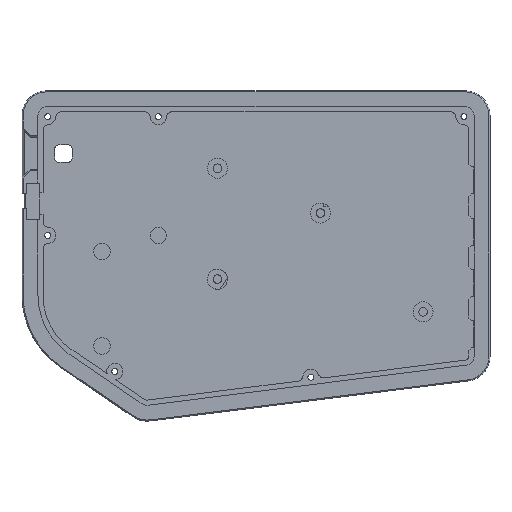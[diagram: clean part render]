
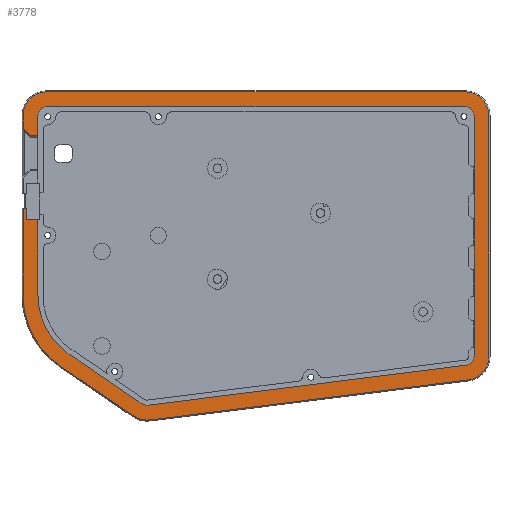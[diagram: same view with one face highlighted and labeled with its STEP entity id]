
A CAD part, top view. The second image highlights one B-rep face of the part: STEP entity #3778.
In plain terms, the highlighted planar face has unit normal (0, 0, 1).
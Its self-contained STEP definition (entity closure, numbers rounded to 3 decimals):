
#2846 = VERTEX_POINT('',#2847);
#2847 = CARTESIAN_POINT('',(-50.05,77.2,-3.));
#2853 = EDGE_CURVE('',#2854,#2846,#2856,.T.);
#2854 = VERTEX_POINT('',#2855);
#2855 = CARTESIAN_POINT('',(-50.05,69.66,-3.));
#2856 = LINE('',#2857,#2858);
#2857 = CARTESIAN_POINT('',(-50.05,10.664,-3.));
#2858 = VECTOR('',#2859,1.);
#2859 = DIRECTION('',(0.,1.,0.));
#2908 = VERTEX_POINT('',#2909);
#2909 = CARTESIAN_POINT('',(-46.75,80.5,-3.));
#2917 = EDGE_CURVE('',#2908,#2846,#2918,.T.);
#2918 = CIRCLE('',#2919,3.3);
#2919 = AXIS2_PLACEMENT_3D('',#2920,#2921,#2922);
#2920 = CARTESIAN_POINT('',(-46.75,77.2,-3.));
#2921 = DIRECTION('',(0.,0.,1.));
#2922 = DIRECTION('',(1.,0.,0.));
#2935 = VERTEX_POINT('',#2936);
#2936 = CARTESIAN_POINT('',(108.25,80.5,-3.));
#2942 = EDGE_CURVE('',#2908,#2935,#2943,.T.);
#2943 = LINE('',#2944,#2945);
#2944 = CARTESIAN_POINT('',(-46.75,80.5,-3.));
#2945 = VECTOR('',#2946,1.);
#2946 = DIRECTION('',(1.,0.,0.));
#2957 = VERTEX_POINT('',#2958);
#2958 = CARTESIAN_POINT('',(111.55,77.2,-3.));
#2966 = EDGE_CURVE('',#2957,#2935,#2967,.T.);
#2967 = CIRCLE('',#2968,3.3);
#2968 = AXIS2_PLACEMENT_3D('',#2969,#2970,#2971);
#2969 = CARTESIAN_POINT('',(108.25,77.2,-3.));
#2970 = DIRECTION('',(0.,0.,1.));
#2971 = DIRECTION('',(1.,0.,0.));
#2984 = VERTEX_POINT('',#2985);
#2985 = CARTESIAN_POINT('',(111.55,-11.954,-3.));
#2991 = EDGE_CURVE('',#2957,#2984,#2992,.T.);
#2992 = LINE('',#2993,#2994);
#2993 = CARTESIAN_POINT('',(111.55,77.2,-3.));
#2994 = VECTOR('',#2995,1.);
#2995 = DIRECTION('',(0.,-1.,0.));
#3006 = VERTEX_POINT('',#3007);
#3007 = CARTESIAN_POINT('',(108.662,-15.228,-3.));
#3015 = EDGE_CURVE('',#3006,#2984,#3016,.T.);
#3016 = CIRCLE('',#3017,3.3);
#3017 = AXIS2_PLACEMENT_3D('',#3018,#3019,#3020);
#3018 = CARTESIAN_POINT('',(108.25,-11.954,-3.));
#3019 = DIRECTION('',(0.,0.,1.));
#3020 = DIRECTION('',(1.,0.,0.));
#3031 = VERTEX_POINT('',#3032);
#3032 = CARTESIAN_POINT('',(-9.213,-30.078,-3.));
#3040 = EDGE_CURVE('',#3031,#3006,#3041,.T.);
#3041 = LINE('',#3042,#3043);
#3042 = CARTESIAN_POINT('',(-9.213,-30.078,-3.));
#3043 = VECTOR('',#3044,1.);
#3044 = DIRECTION('',(0.992,0.125,0.));
#3055 = VERTEX_POINT('',#3056);
#3056 = CARTESIAN_POINT('',(-11.48,-29.533,-3.));
#3064 = EDGE_CURVE('',#3055,#3031,#3065,.T.);
#3065 = CIRCLE('',#3066,3.3);
#3066 = AXIS2_PLACEMENT_3D('',#3067,#3068,#3069);
#3067 = CARTESIAN_POINT('',(-9.625,-26.804,-3.));
#3068 = DIRECTION('',(0.,0.,1.));
#3069 = DIRECTION('',(1.,0.,0.));
#3082 = VERTEX_POINT('',#3083);
#3083 = CARTESIAN_POINT('',(-38.493,-11.168,-3.));
#3089 = EDGE_CURVE('',#3055,#3082,#3090,.T.);
#3090 = LINE('',#3091,#3092);
#3091 = CARTESIAN_POINT('',(-11.48,-29.533,-3.));
#3092 = VECTOR('',#3093,1.);
#3093 = DIRECTION('',(-0.827,0.562,0.));
#3104 = VERTEX_POINT('',#3105);
#3105 = CARTESIAN_POINT('',(-50.05,10.664,-3.));
#3113 = EDGE_CURVE('',#3104,#3082,#3114,.T.);
#3114 = CIRCLE('',#3115,26.4);
#3115 = AXIS2_PLACEMENT_3D('',#3116,#3117,#3118);
#3116 = CARTESIAN_POINT('',(-23.65,10.664,-3.));
#3117 = DIRECTION('',(0.,0.,1.));
#3118 = DIRECTION('',(1.,0.,0.));
#3128 = EDGE_CURVE('',#3104,#3129,#3131,.T.);
#3129 = VERTEX_POINT('',#3130);
#3130 = CARTESIAN_POINT('',(-50.05,38.6,-3.));
#3131 = LINE('',#3132,#3133);
#3132 = CARTESIAN_POINT('',(-50.05,10.664,-3.));
#3133 = VECTOR('',#3134,1.);
#3134 = DIRECTION('',(0.,1.,0.));
#3152 = EDGE_CURVE('',#3153,#3129,#3155,.T.);
#3153 = VERTEX_POINT('',#3154);
#3154 = CARTESIAN_POINT('',(-54.3,38.6,-3.));
#3155 = LINE('',#3156,#3157);
#3156 = CARTESIAN_POINT('',(-54.3,38.6,-3.));
#3157 = VECTOR('',#3158,1.);
#3158 = DIRECTION('',(1.,0.,0.));
#3778 = ADVANCED_FACE('',(#3779),#3916,.T.);
#3779 = FACE_BOUND('',#3780,.T.);
#3780 = EDGE_LOOP('',(#3781,#3791,#3799,#3805,#3806,#3807,#3808,#3809,
    #3810,#3811,#3812,#3813,#3814,#3815,#3816,#3817,#3825,#3833,#3841,
    #3850,#3858,#3867,#3875,#3884,#3892,#3901,#3909));
#3781 = ORIENTED_EDGE('',*,*,#3782,.F.);
#3782 = EDGE_CURVE('',#3783,#3785,#3787,.T.);
#3783 = VERTEX_POINT('',#3784);
#3784 = CARTESIAN_POINT('',(-55.55,72.426,-3.));
#3785 = VERTEX_POINT('',#3786);
#3786 = CARTESIAN_POINT('',(-55.55,77.2,-3.));
#3787 = LINE('',#3788,#3789);
#3788 = CARTESIAN_POINT('',(-55.55,72.26,-3.));
#3789 = VECTOR('',#3790,1.);
#3790 = DIRECTION('',(0.,1.,0.));
#3791 = ORIENTED_EDGE('',*,*,#3792,.F.);
#3792 = EDGE_CURVE('',#3793,#3783,#3795,.T.);
#3793 = VERTEX_POINT('',#3794);
#3794 = CARTESIAN_POINT('',(-52.784,69.66,-3.));
#3795 = LINE('',#3796,#3797);
#3796 = CARTESIAN_POINT('',(-52.667,69.543,-3.));
#3797 = VECTOR('',#3798,1.);
#3798 = DIRECTION('',(-0.707,0.707,0.));
#3799 = ORIENTED_EDGE('',*,*,#3800,.T.);
#3800 = EDGE_CURVE('',#3793,#2854,#3801,.T.);
#3801 = LINE('',#3802,#3803);
#3802 = CARTESIAN_POINT('',(-52.95,69.66,-3.));
#3803 = VECTOR('',#3804,1.);
#3804 = DIRECTION('',(1.,0.,0.));
#3805 = ORIENTED_EDGE('',*,*,#2853,.T.);
#3806 = ORIENTED_EDGE('',*,*,#2917,.F.);
#3807 = ORIENTED_EDGE('',*,*,#2942,.T.);
#3808 = ORIENTED_EDGE('',*,*,#2966,.F.);
#3809 = ORIENTED_EDGE('',*,*,#2991,.T.);
#3810 = ORIENTED_EDGE('',*,*,#3015,.F.);
#3811 = ORIENTED_EDGE('',*,*,#3040,.F.);
#3812 = ORIENTED_EDGE('',*,*,#3064,.F.);
#3813 = ORIENTED_EDGE('',*,*,#3089,.T.);
#3814 = ORIENTED_EDGE('',*,*,#3113,.F.);
#3815 = ORIENTED_EDGE('',*,*,#3128,.T.);
#3816 = ORIENTED_EDGE('',*,*,#3152,.F.);
#3817 = ORIENTED_EDGE('',*,*,#3818,.F.);
#3818 = EDGE_CURVE('',#3819,#3153,#3821,.T.);
#3819 = VERTEX_POINT('',#3820);
#3820 = CARTESIAN_POINT('',(-54.3,42.88,-3.));
#3821 = LINE('',#3822,#3823);
#3822 = CARTESIAN_POINT('',(-54.3,52.2,-3.));
#3823 = VECTOR('',#3824,1.);
#3824 = DIRECTION('',(0.,-1.,0.));
#3825 = ORIENTED_EDGE('',*,*,#3826,.F.);
#3826 = EDGE_CURVE('',#3827,#3819,#3829,.T.);
#3827 = VERTEX_POINT('',#3828);
#3828 = CARTESIAN_POINT('',(-55.55,42.88,-3.));
#3829 = LINE('',#3830,#3831);
#3830 = CARTESIAN_POINT('',(-55.95,42.88,-3.));
#3831 = VECTOR('',#3832,1.);
#3832 = DIRECTION('',(1.,0.,0.));
#3833 = ORIENTED_EDGE('',*,*,#3834,.F.);
#3834 = EDGE_CURVE('',#3835,#3827,#3837,.T.);
#3835 = VERTEX_POINT('',#3836);
#3836 = CARTESIAN_POINT('',(-55.55,10.664,-3.));
#3837 = LINE('',#3838,#3839);
#3838 = CARTESIAN_POINT('',(-55.55,10.664,-3.));
#3839 = VECTOR('',#3840,1.);
#3840 = DIRECTION('',(0.,1.,0.));
#3841 = ORIENTED_EDGE('',*,*,#3842,.F.);
#3842 = EDGE_CURVE('',#3843,#3835,#3845,.T.);
#3843 = VERTEX_POINT('',#3844);
#3844 = CARTESIAN_POINT('',(-41.585,-15.717,-3.));
#3845 = CIRCLE('',#3846,31.9);
#3846 = AXIS2_PLACEMENT_3D('',#3847,#3848,#3849);
#3847 = CARTESIAN_POINT('',(-23.65,10.664,-3.));
#3848 = DIRECTION('',(-0.,0.,-1.));
#3849 = DIRECTION('',(-0.562,-0.827,0.));
#3850 = ORIENTED_EDGE('',*,*,#3851,.F.);
#3851 = EDGE_CURVE('',#3852,#3843,#3854,.T.);
#3852 = VERTEX_POINT('',#3853);
#3853 = CARTESIAN_POINT('',(-14.573,-34.081,-3.));
#3854 = LINE('',#3855,#3856);
#3855 = CARTESIAN_POINT('',(-14.573,-34.081,-3.));
#3856 = VECTOR('',#3857,1.);
#3857 = DIRECTION('',(-0.827,0.562,0.));
#3858 = ORIENTED_EDGE('',*,*,#3859,.F.);
#3859 = EDGE_CURVE('',#3860,#3852,#3862,.T.);
#3860 = VERTEX_POINT('',#3861);
#3861 = CARTESIAN_POINT('',(-8.525,-35.535,-3.));
#3862 = CIRCLE('',#3863,8.8);
#3863 = AXIS2_PLACEMENT_3D('',#3864,#3865,#3866);
#3864 = CARTESIAN_POINT('',(-9.625,-26.804,-3.));
#3865 = DIRECTION('',(0.,-0.,-1.));
#3866 = DIRECTION('',(0.125,-0.992,0.));
#3867 = ORIENTED_EDGE('',*,*,#3868,.F.);
#3868 = EDGE_CURVE('',#3869,#3860,#3871,.T.);
#3869 = VERTEX_POINT('',#3870);
#3870 = CARTESIAN_POINT('',(109.35,-20.685,-3.));
#3871 = LINE('',#3872,#3873);
#3872 = CARTESIAN_POINT('',(109.35,-20.685,-3.));
#3873 = VECTOR('',#3874,1.);
#3874 = DIRECTION('',(-0.992,-0.125,0.));
#3875 = ORIENTED_EDGE('',*,*,#3876,.F.);
#3876 = EDGE_CURVE('',#3877,#3869,#3879,.T.);
#3877 = VERTEX_POINT('',#3878);
#3878 = CARTESIAN_POINT('',(117.05,-11.954,-3.));
#3879 = CIRCLE('',#3880,8.8);
#3880 = AXIS2_PLACEMENT_3D('',#3881,#3882,#3883);
#3881 = CARTESIAN_POINT('',(108.25,-11.954,-3.));
#3882 = DIRECTION('',(0.,-0.,-1.));
#3883 = DIRECTION('',(1.,0.,0.));
#3884 = ORIENTED_EDGE('',*,*,#3885,.F.);
#3885 = EDGE_CURVE('',#3886,#3877,#3888,.T.);
#3886 = VERTEX_POINT('',#3887);
#3887 = CARTESIAN_POINT('',(117.05,77.2,-3.));
#3888 = LINE('',#3889,#3890);
#3889 = CARTESIAN_POINT('',(117.05,77.2,-3.));
#3890 = VECTOR('',#3891,1.);
#3891 = DIRECTION('',(0.,-1.,0.));
#3892 = ORIENTED_EDGE('',*,*,#3893,.F.);
#3893 = EDGE_CURVE('',#3894,#3886,#3896,.T.);
#3894 = VERTEX_POINT('',#3895);
#3895 = CARTESIAN_POINT('',(108.25,86.,-3.));
#3896 = CIRCLE('',#3897,8.8);
#3897 = AXIS2_PLACEMENT_3D('',#3898,#3899,#3900);
#3898 = CARTESIAN_POINT('',(108.25,77.2,-3.));
#3899 = DIRECTION('',(0.,0.,-1.));
#3900 = DIRECTION('',(0.,1.,0.));
#3901 = ORIENTED_EDGE('',*,*,#3902,.F.);
#3902 = EDGE_CURVE('',#3903,#3894,#3905,.T.);
#3903 = VERTEX_POINT('',#3904);
#3904 = CARTESIAN_POINT('',(-46.75,86.,-3.));
#3905 = LINE('',#3906,#3907);
#3906 = CARTESIAN_POINT('',(-46.75,86.,-3.));
#3907 = VECTOR('',#3908,1.);
#3908 = DIRECTION('',(1.,0.,0.));
#3909 = ORIENTED_EDGE('',*,*,#3910,.F.);
#3910 = EDGE_CURVE('',#3785,#3903,#3911,.T.);
#3911 = CIRCLE('',#3912,8.8);
#3912 = AXIS2_PLACEMENT_3D('',#3913,#3914,#3915);
#3913 = CARTESIAN_POINT('',(-46.75,77.2,-3.));
#3914 = DIRECTION('',(0.,0.,-1.));
#3915 = DIRECTION('',(-1.,0.,0.));
#3916 = PLANE('',#3917);
#3917 = AXIS2_PLACEMENT_3D('',#3918,#3919,#3920);
#3918 = CARTESIAN_POINT('',(0.,0.,-3.));
#3919 = DIRECTION('',(0.,0.,1.));
#3920 = DIRECTION('',(1.,0.,0.));
